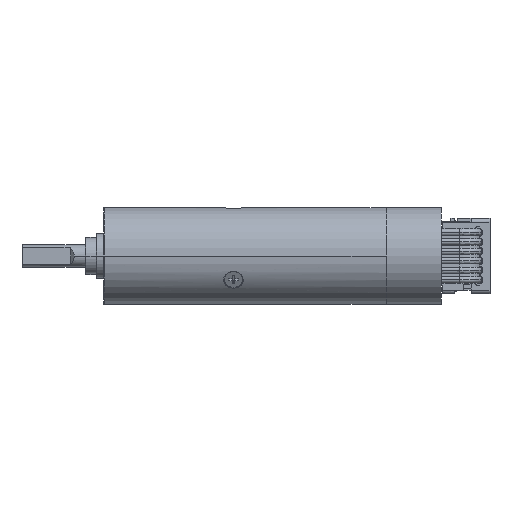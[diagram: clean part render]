
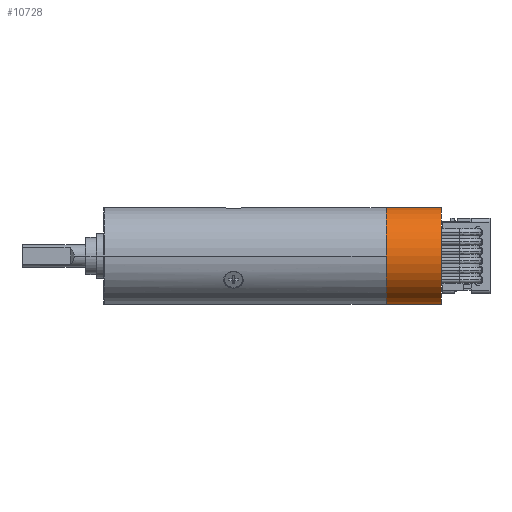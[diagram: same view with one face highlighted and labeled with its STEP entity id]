
A CAD part, front view. The second image highlights one B-rep face of the part: STEP entity #10728.
In plain terms, the highlighted cylindrical face has radius 6.505 mm (diameter 13.01 mm), a partial arc.
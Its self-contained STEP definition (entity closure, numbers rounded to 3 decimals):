
#621=CARTESIAN_POINT('',(24.4,0.,0.));
#622=DIRECTION('',(1.,0.,0.));
#623=DIRECTION('',(0.,0.,1.));
#624=AXIS2_PLACEMENT_3D('',#621,#622,#623);
#626=DIRECTION('',(1.,0.,0.));
#627=VECTOR('',#626,7.4);
#628=CARTESIAN_POINT('',(24.4,0.,-6.505));
#629=LINE('',#628,#627);
#630=DIRECTION('',(1.,0.,0.));
#631=VECTOR('',#630,7.4);
#632=CARTESIAN_POINT('',(24.4,0.,6.505));
#633=LINE('',#632,#631);
#639=CARTESIAN_POINT('',(31.8,0.,0.));
#640=DIRECTION('',(1.,0.,0.));
#641=DIRECTION('',(0.,0.,1.));
#642=AXIS2_PLACEMENT_3D('',#639,#640,#641);
#8192=CARTESIAN_POINT('',(24.4,0.,-6.505));
#8193=CARTESIAN_POINT('',(24.4,0.,6.505));
#8194=VERTEX_POINT('',#8192);
#8195=VERTEX_POINT('',#8193);
#8196=CARTESIAN_POINT('',(31.8,0.,-6.505));
#8197=CARTESIAN_POINT('',(31.8,0.,6.505));
#8198=VERTEX_POINT('',#8196);
#8199=VERTEX_POINT('',#8197);
#10716=CARTESIAN_POINT('',(24.4,0.,0.));
#10717=DIRECTION('',(1.,0.,0.));
#10718=DIRECTION('',(0.,0.,-1.));
#10719=AXIS2_PLACEMENT_3D('',#10716,#10717,#10718);
#10720=CYLINDRICAL_SURFACE('',#10719,6.505);
#10721=ORIENTED_EDGE('',*,*,#10692,.F.);
#10722=ORIENTED_EDGE('',*,*,#10711,.T.);
#10724=ORIENTED_EDGE('',*,*,#10723,.T.);
#10725=ORIENTED_EDGE('',*,*,#10707,.F.);
#10726=EDGE_LOOP('',(#10721,#10722,#10724,#10725));
#10727=FACE_OUTER_BOUND('',#10726,.F.);
#10728=ADVANCED_FACE('',(#10727),#10720,.T.);
#625=CIRCLE('',#624,6.505);
#643=CIRCLE('',#642,6.505);
#10692=EDGE_CURVE('',#8195,#8194,#625,.T.);
#10707=EDGE_CURVE('',#8194,#8198,#629,.T.);
#10711=EDGE_CURVE('',#8195,#8199,#633,.T.);
#10723=EDGE_CURVE('',#8199,#8198,#643,.T.);
